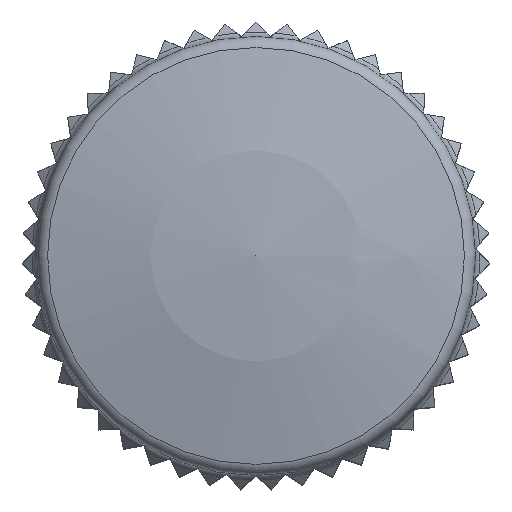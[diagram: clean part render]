
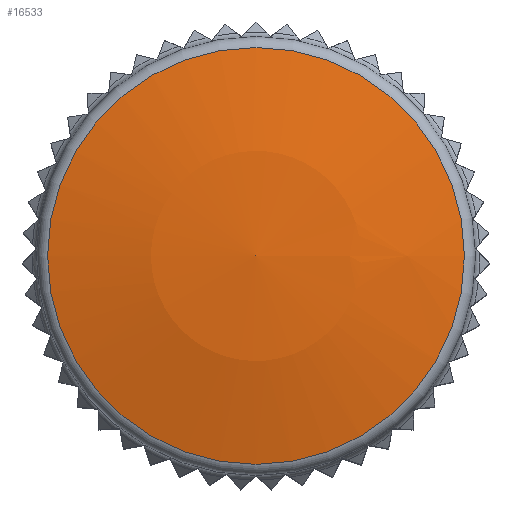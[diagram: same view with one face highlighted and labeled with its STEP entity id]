
A CAD part, top view. The second image highlights one B-rep face of the part: STEP entity #16533.
In plain terms, the highlighted spherical face has radius 28.625 mm.
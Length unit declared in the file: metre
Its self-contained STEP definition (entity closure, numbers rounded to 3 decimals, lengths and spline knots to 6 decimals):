
#23=SPHERICAL_SURFACE('',#18127,0.028625);
#8229=ORIENTED_EDGE('',*,*,#11202,.T.);
#11202=EDGE_CURVE('',#12822,#12822,#13350,.F.);
#12822=VERTEX_POINT('',#32899);
#13350=CIRCLE('',#18128,0.007124);
#14399=EDGE_LOOP('',(#8229));
#15465=FACE_BOUND('',#14399,.T.);
#16533=ADVANCED_FACE('',(#15465),#23,.T.);
#18127=AXIS2_PLACEMENT_3D('',#32897,#21334,#21335);
#18128=AXIS2_PLACEMENT_3D('',#32898,#21336,#21337);
#21334=DIRECTION('',(0.,0.,-1.));
#21335=DIRECTION('',(1.,0.,0.));
#21336=DIRECTION('',(0.,0.,-1.));
#21337=DIRECTION('',(-1.,0.,0.));
#32897=CARTESIAN_POINT('',(0.,0.,-0.017125));
#32898=CARTESIAN_POINT('',(0.,0.,0.010599));
#32899=CARTESIAN_POINT('',(-0.007124,0.,0.010599));
